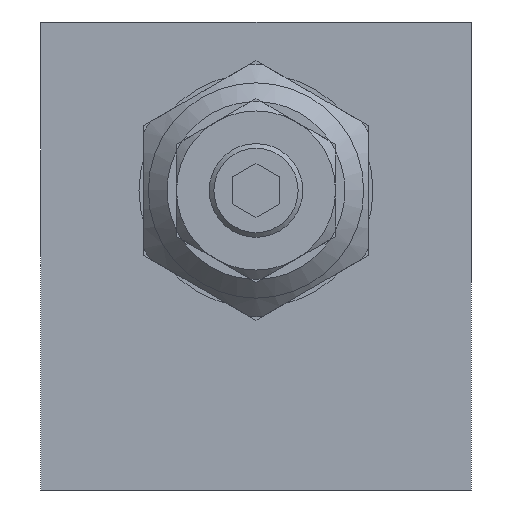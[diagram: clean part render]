
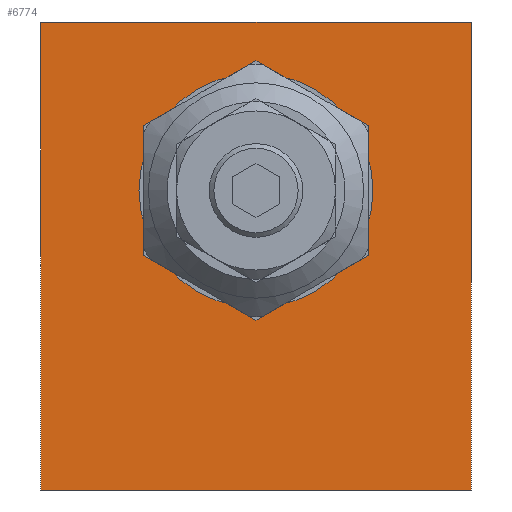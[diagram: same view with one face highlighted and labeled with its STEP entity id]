
A CAD part, left-side view. The second image highlights one B-rep face of the part: STEP entity #6774.
In plain terms, the highlighted planar face has unit normal (-1, 0, 0).
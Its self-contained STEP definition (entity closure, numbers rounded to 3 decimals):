
#422=FACE_BOUND('',#1331,.T.);
#852=FACE_OUTER_BOUND('',#1330,.T.);
#1330=EDGE_LOOP('',(#5878,#5879,#5880,#5881));
#1331=EDGE_LOOP('',(#5882));
#1514=CIRCLE('',#7265,12.5);
#2023=LINE('',#11518,#2526);
#2029=LINE('',#11881,#2532);
#2031=LINE('',#11886,#2534);
#2033=LINE('',#11890,#2536);
#2526=VECTOR('',#8637,50.);
#2532=VECTOR('',#8841,46.);
#2534=VECTOR('',#8845,46.);
#2536=VECTOR('',#8851,50.);
#3088=VERTEX_POINT('',#11516);
#3089=VERTEX_POINT('',#11517);
#3136=VERTEX_POINT('',#11815);
#3151=VERTEX_POINT('',#11879);
#3153=VERTEX_POINT('',#11885);
#3993=EDGE_CURVE('',#3088,#3089,#2023,.T.);
#4042=EDGE_CURVE('',#3136,#3136,#1514,.T.);
#4064=EDGE_CURVE('',#3151,#3088,#2029,.T.);
#4066=EDGE_CURVE('',#3089,#3153,#2031,.T.);
#4068=EDGE_CURVE('',#3151,#3153,#2033,.T.);
#5878=ORIENTED_EDGE('',*,*,#4068,.T.);
#5879=ORIENTED_EDGE('',*,*,#4066,.F.);
#5880=ORIENTED_EDGE('',*,*,#3993,.F.);
#5881=ORIENTED_EDGE('',*,*,#4064,.F.);
#5882=ORIENTED_EDGE('',*,*,#4042,.T.);
#6135=PLANE('',#7305);
#6774=ADVANCED_FACE('',(#852,#422),#6135,.F.);
#7265=AXIS2_PLACEMENT_3D('',#11816,#8763,#8764);
#7305=AXIS2_PLACEMENT_3D('',#11889,#8849,#8850);
#8637=DIRECTION('',(0.,0.,-1.));
#8763=DIRECTION('center_axis',(1.,0.,0.));
#8764=DIRECTION('ref_axis',(0.,1.,0.));
#8841=DIRECTION('',(0.,-1.,0.));
#8845=DIRECTION('',(0.,1.,0.));
#8849=DIRECTION('center_axis',(1.,0.,0.));
#8850=DIRECTION('ref_axis',(0.,0.,-1.));
#8851=DIRECTION('',(0.,0.,-1.));
#11516=CARTESIAN_POINT('',(339.,0.,95.));
#11517=CARTESIAN_POINT('',(339.,0.,45.));
#11518=CARTESIAN_POINT('',(339.,0.,70.));
#11815=CARTESIAN_POINT('',(339.,35.5,77.));
#11816=CARTESIAN_POINT('Origin',(339.,23.,77.));
#11879=CARTESIAN_POINT('',(339.,46.,95.));
#11881=CARTESIAN_POINT('',(339.,23.,95.));
#11885=CARTESIAN_POINT('',(339.,46.,45.));
#11886=CARTESIAN_POINT('',(339.,23.,45.));
#11889=CARTESIAN_POINT('Origin',(339.,23.,70.));
#11890=CARTESIAN_POINT('',(339.,46.,70.));
